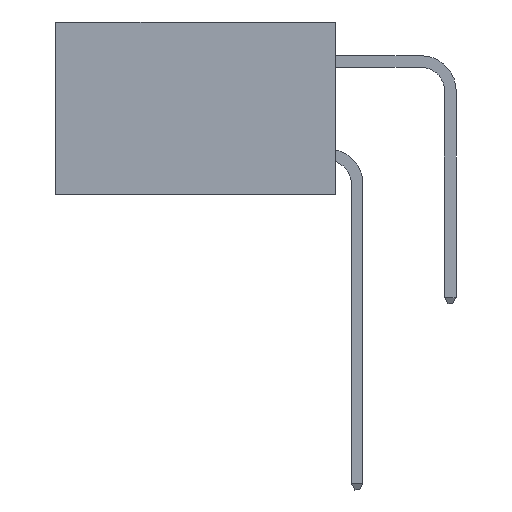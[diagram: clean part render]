
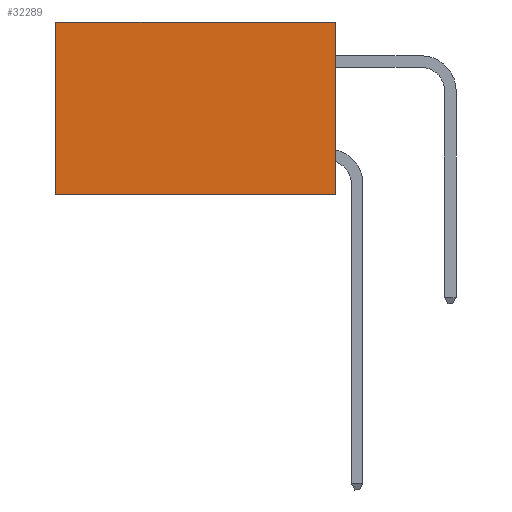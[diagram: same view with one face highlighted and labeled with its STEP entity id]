
A CAD part, left-side view. The second image highlights one B-rep face of the part: STEP entity #32289.
In plain terms, the highlighted planar face has unit normal (-1, 0, 0).
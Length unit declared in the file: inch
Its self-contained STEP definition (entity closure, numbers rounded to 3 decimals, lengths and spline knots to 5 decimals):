
#1064 = CARTESIAN_POINT ( 'NONE',  ( 0.2875, 0., 0. ) ) ;
#2426 = CARTESIAN_POINT ( 'NONE',  ( 0.2875, 0.6, 0. ) ) ;
#3838 = LINE ( 'NONE', #14899, #19805 ) ;
#4956 = DIRECTION ( 'NONE',  ( 0., 0., -1. ) ) ;
#9307 = EDGE_CURVE ( 'NONE', #30340, #35475, #29409, .T. ) ;
#10700 = EDGE_CURVE ( 'NONE', #35475, #19541, #3838, .T. ) ;
#10855 = VERTEX_POINT ( 'NONE', #16642 ) ;
#12387 = DIRECTION ( 'NONE',  ( 0., 1., 0. ) ) ;
#12981 = LINE ( 'NONE', #2426, #17475 ) ;
#13196 = CARTESIAN_POINT ( 'NONE',  ( 0.2875, 0., 0. ) ) ;
#13738 = EDGE_CURVE ( 'NONE', #30340, #10855, #34511, .T. ) ;
#13947 = PLANE ( 'NONE',  #35674 ) ;
#14899 = CARTESIAN_POINT ( 'NONE',  ( 0.2875, 0., -0.37 ) ) ;
#15164 = ORIENTED_EDGE ( 'NONE', *, *, #36538, .T. ) ;
#15352 = ORIENTED_EDGE ( 'NONE', *, *, #10700, .F. ) ;
#16494 = FACE_OUTER_BOUND ( 'NONE', #23571, .T. ) ;
#16642 = CARTESIAN_POINT ( 'NONE',  ( 0.2875, 0.6, 0. ) ) ;
#17475 = VECTOR ( 'NONE', #4956, 39.37008 ) ;
#19541 = VERTEX_POINT ( 'NONE', #32906 ) ;
#19805 = VECTOR ( 'NONE', #12387, 39.37008 ) ;
#19857 = ORIENTED_EDGE ( 'NONE', *, *, #13738, .T. ) ;
#21489 = DIRECTION ( 'NONE',  ( 0., 0., -1. ) ) ;
#22015 = CARTESIAN_POINT ( 'NONE',  ( 0.2875, 0., 0. ) ) ;
#22291 = VECTOR ( 'NONE', #33423, 39.37008 ) ;
#23571 = EDGE_LOOP ( 'NONE', ( #15164, #15352, #30822, #19857 ) ) ;
#24978 = DIRECTION ( 'NONE',  ( 1., 0., 0. ) ) ;
#25798 = VECTOR ( 'NONE', #21489, 39.37008 ) ;
#28970 = DIRECTION ( 'NONE',  ( 0., 0., -1. ) ) ;
#29409 = LINE ( 'NONE', #1064, #25798 ) ;
#30340 = VERTEX_POINT ( 'NONE', #31268 ) ;
#30822 = ORIENTED_EDGE ( 'NONE', *, *, #9307, .F. ) ;
#31268 = CARTESIAN_POINT ( 'NONE',  ( 0.2875, 0., 0. ) ) ;
#32289 = ADVANCED_FACE ( 'NONE', ( #16494 ), #13947, .F. ) ;
#32906 = CARTESIAN_POINT ( 'NONE',  ( 0.2875, 0.6, -0.37 ) ) ;
#33423 = DIRECTION ( 'NONE',  ( 0., 1., 0. ) ) ;
#34511 = LINE ( 'NONE', #13196, #22291 ) ;
#35351 = CARTESIAN_POINT ( 'NONE',  ( 0.2875, 0., -0.37 ) ) ;
#35475 = VERTEX_POINT ( 'NONE', #35351 ) ;
#35674 = AXIS2_PLACEMENT_3D ( 'NONE', #22015, #24978, #28970 ) ;
#36538 = EDGE_CURVE ( 'NONE', #10855, #19541, #12981, .T. ) ;
